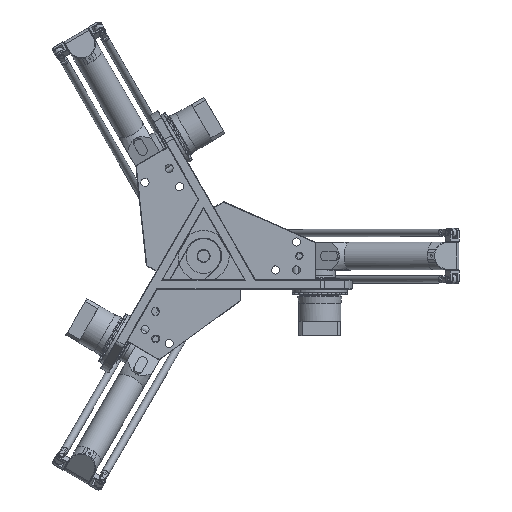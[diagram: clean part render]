
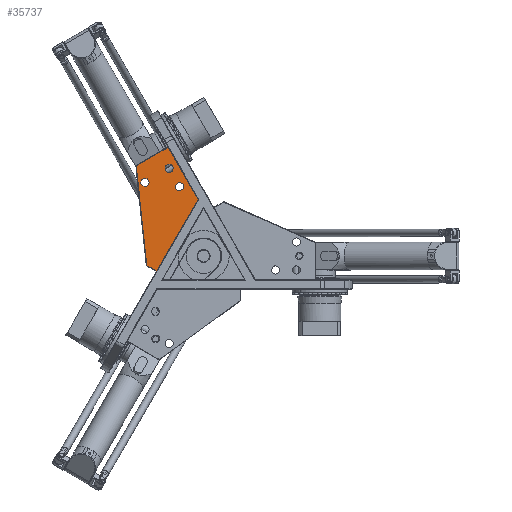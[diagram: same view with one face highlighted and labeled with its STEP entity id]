
A CAD part, top view. The second image highlights one B-rep face of the part: STEP entity #35737.
In plain terms, the highlighted planar face has unit normal (0, 0, 1).
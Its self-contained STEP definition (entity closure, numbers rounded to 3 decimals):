
#927=FACE_BOUND('',#8603,.T.);
#928=FACE_BOUND('',#8604,.T.);
#929=FACE_BOUND('',#8605,.T.);
#3590=CIRCLE('',#38980,8.75);
#3591=CIRCLE('',#38981,8.75);
#3592=CIRCLE('',#38982,8.75);
#6091=FACE_OUTER_BOUND('',#8602,.T.);
#8602=EDGE_LOOP('',(#29010,#29011,#29012,#29013,#29014));
#8603=EDGE_LOOP('',(#29015));
#8604=EDGE_LOOP('',(#29016));
#8605=EDGE_LOOP('',(#29017));
#11940=LINE('',#63369,#14758);
#11943=LINE('',#63374,#14761);
#11953=LINE('',#63392,#14771);
#11957=LINE('',#63399,#14775);
#11961=LINE('',#63406,#14779);
#14758=VECTOR('',#46413,10.);
#14761=VECTOR('',#46420,10.);
#14771=VECTOR('',#46438,10.);
#14775=VECTOR('',#46446,10.);
#14779=VECTOR('',#46452,10.);
#17549=VERTEX_POINT('',#63344);
#17555=VERTEX_POINT('',#63358);
#17558=VERTEX_POINT('',#63365);
#17563=VERTEX_POINT('',#63390);
#17564=VERTEX_POINT('',#63398);
#17567=VERTEX_POINT('',#63407);
#17568=VERTEX_POINT('',#63409);
#17569=VERTEX_POINT('',#63411);
#21672=EDGE_CURVE('',#17555,#17558,#11940,.T.);
#21675=EDGE_CURVE('',#17549,#17555,#11943,.T.);
#21685=EDGE_CURVE('',#17563,#17549,#11953,.T.);
#21689=EDGE_CURVE('',#17564,#17558,#11957,.T.);
#21693=EDGE_CURVE('',#17563,#17564,#11961,.T.);
#21694=EDGE_CURVE('',#17567,#17567,#3590,.T.);
#21695=EDGE_CURVE('',#17568,#17568,#3591,.T.);
#21696=EDGE_CURVE('',#17569,#17569,#3592,.T.);
#29010=ORIENTED_EDGE('',*,*,#21672,.F.);
#29011=ORIENTED_EDGE('',*,*,#21675,.F.);
#29012=ORIENTED_EDGE('',*,*,#21685,.F.);
#29013=ORIENTED_EDGE('',*,*,#21693,.T.);
#29014=ORIENTED_EDGE('',*,*,#21689,.T.);
#29015=ORIENTED_EDGE('',*,*,#21694,.T.);
#29016=ORIENTED_EDGE('',*,*,#21695,.T.);
#29017=ORIENTED_EDGE('',*,*,#21696,.T.);
#34137=PLANE('',#38979);
#35737=ADVANCED_FACE('',(#6091,#927,#928,#929),#34137,.T.);
#38979=AXIS2_PLACEMENT_3D('',#63405,#46450,#46451);
#38980=AXIS2_PLACEMENT_3D('',#63408,#46453,#46454);
#38981=AXIS2_PLACEMENT_3D('',#63410,#46455,#46456);
#38982=AXIS2_PLACEMENT_3D('',#63412,#46457,#46458);
#46413=DIRECTION('',(-0.866,0.5,0.));
#46420=DIRECTION('',(-0.809,-0.588,0.));
#46438=DIRECTION('',(0.,-1.,0.));
#46446=DIRECTION('',(-0.5,-0.866,0.));
#46450=DIRECTION('center_axis',(0.,0.,
1.));
#46451=DIRECTION('ref_axis',(1.,0.,0.));
#46452=DIRECTION('',(-1.,0.,0.));
#46453=DIRECTION('center_axis',(0.,0.,
-1.));
#46454=DIRECTION('ref_axis',(-1.,0.,0.));
#46455=DIRECTION('center_axis',(0.,0.,
-1.));
#46456=DIRECTION('ref_axis',(-1.,0.,0.));
#46457=DIRECTION('center_axis',(0.,0.,
-1.));
#46458=DIRECTION('ref_axis',(-1.,0.,0.));
#63344=CARTESIAN_POINT('',(78.61,-95.602,101.));
#63358=CARTESIAN_POINT('',(-95.663,-222.393,101.));
#63365=CARTESIAN_POINT('',(-164.382,-182.718,101.));
#63369=CARTESIAN_POINT('',(-131.403,-201.758,101.));
#63374=CARTESIAN_POINT('',(-57.878,-194.903,101.));
#63390=CARTESIAN_POINT('',(78.61,-71.,101.));
#63392=CARTESIAN_POINT('',(78.61,-113.25,101.));
#63398=CARTESIAN_POINT('',(-99.882,-71.,101.));
#63399=CARTESIAN_POINT('',(-99.882,-71.,101.));
#63405=CARTESIAN_POINT('Origin',(-46.226,-130.389,101.));
#63406=CARTESIAN_POINT('',(79.61,-71.,101.));
#63407=CARTESIAN_POINT('',(-117.23,-158.204,101.));
#63408=CARTESIAN_POINT('Origin',(-125.98,-158.204,101.));
#63409=CARTESIAN_POINT('',(-65.269,-188.204,101.));
#63410=CARTESIAN_POINT('Origin',(-74.019,-188.204,101.));
#63411=CARTESIAN_POINT('',(-94.73,-119.233,101.));
#63412=CARTESIAN_POINT('Origin',(-103.48,-119.233,101.));
